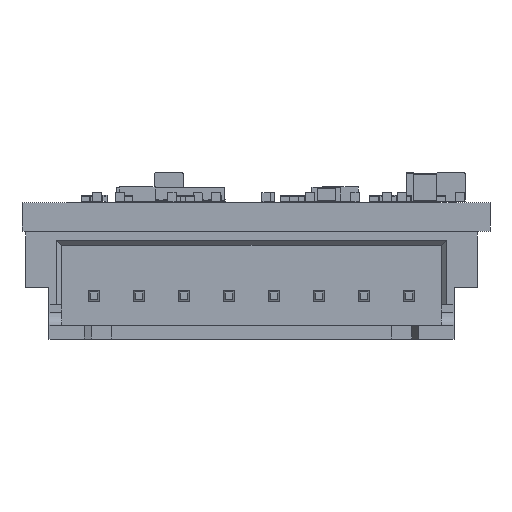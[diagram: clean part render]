
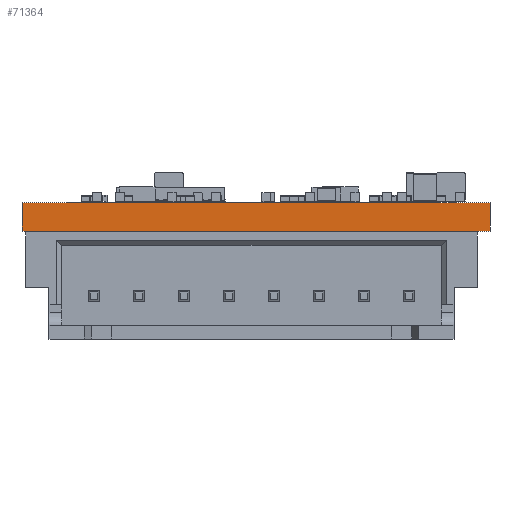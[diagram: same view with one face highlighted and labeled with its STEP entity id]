
A CAD part, left-side view. The second image highlights one B-rep face of the part: STEP entity #71364.
In plain terms, the highlighted planar face has unit normal (-1, 0, 0).
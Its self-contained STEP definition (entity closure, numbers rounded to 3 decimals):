
#68683 = PLANE('',#68684);
#68684 = AXIS2_PLACEMENT_3D('',#68685,#68686,#68687);
#68685 = CARTESIAN_POINT('',(4.028,28.647,1.58));
#68686 = DIRECTION('',(-0.,-0.,-1.));
#68687 = DIRECTION('',(-1.,0.,0.));
#68737 = PLANE('',#68738);
#68738 = AXIS2_PLACEMENT_3D('',#68739,#68740,#68741);
#68739 = CARTESIAN_POINT('',(4.028,28.647,0.));
#68740 = DIRECTION('',(-0.,-0.,-1.));
#68741 = DIRECTION('',(-1.,0.,0.));
#68770 = PLANE('',#68771);
#68771 = AXIS2_PLACEMENT_3D('',#68772,#68773,#68774);
#68772 = CARTESIAN_POINT('',(-20.,42.5,0.));
#68773 = DIRECTION('',(0.,1.,0.));
#68774 = DIRECTION('',(1.,0.,0.));
#69714 = VERTEX_POINT('',#69715);
#69715 = CARTESIAN_POINT('',(-20.,16.5,0.));
#69729 = PLANE('',#69730);
#69730 = AXIS2_PLACEMENT_3D('',#69731,#69732,#69733);
#69731 = CARTESIAN_POINT('',(3.75,16.5,0.));
#69732 = DIRECTION('',(0.,-1.,0.));
#69733 = DIRECTION('',(-1.,0.,0.));
#69741 = EDGE_CURVE('',#69714,#69742,#69744,.T.);
#69742 = VERTEX_POINT('',#69743);
#69743 = CARTESIAN_POINT('',(-20.,42.5,0.));
#69744 = SURFACE_CURVE('',#69745,(#69749,#69756),.PCURVE_S1.);
#69745 = LINE('',#69746,#69747);
#69746 = CARTESIAN_POINT('',(-20.,16.5,0.));
#69747 = VECTOR('',#69748,1.);
#69748 = DIRECTION('',(0.,1.,0.));
#69749 = PCURVE('',#68737,#69750);
#69750 = DEFINITIONAL_REPRESENTATION('',(#69751),#69755);
#69751 = LINE('',#69752,#69753);
#69752 = CARTESIAN_POINT('',(24.028,-12.147));
#69753 = VECTOR('',#69754,1.);
#69754 = DIRECTION('',(0.,1.));
#69755 = ( GEOMETRIC_REPRESENTATION_CONTEXT(2) 
PARAMETRIC_REPRESENTATION_CONTEXT() REPRESENTATION_CONTEXT('2D SPACE',''
  ) );
#69756 = PCURVE('',#69757,#69762);
#69757 = PLANE('',#69758);
#69758 = AXIS2_PLACEMENT_3D('',#69759,#69760,#69761);
#69759 = CARTESIAN_POINT('',(-20.,16.5,0.));
#69760 = DIRECTION('',(-1.,0.,0.));
#69761 = DIRECTION('',(0.,1.,0.));
#69762 = DEFINITIONAL_REPRESENTATION('',(#69763),#69767);
#69763 = LINE('',#69764,#69765);
#69764 = CARTESIAN_POINT('',(0.,0.));
#69765 = VECTOR('',#69766,1.);
#69766 = DIRECTION('',(1.,0.));
#69767 = ( GEOMETRIC_REPRESENTATION_CONTEXT(2) 
PARAMETRIC_REPRESENTATION_CONTEXT() REPRESENTATION_CONTEXT('2D SPACE',''
  ) );
#70884 = VERTEX_POINT('',#70885);
#70885 = CARTESIAN_POINT('',(-20.,16.5,1.58));
#70906 = EDGE_CURVE('',#70884,#70907,#70909,.T.);
#70907 = VERTEX_POINT('',#70908);
#70908 = CARTESIAN_POINT('',(-20.,42.5,1.58));
#70909 = SURFACE_CURVE('',#70910,(#70914,#70921),.PCURVE_S1.);
#70910 = LINE('',#70911,#70912);
#70911 = CARTESIAN_POINT('',(-20.,16.5,1.58));
#70912 = VECTOR('',#70913,1.);
#70913 = DIRECTION('',(0.,1.,0.));
#70914 = PCURVE('',#68683,#70915);
#70915 = DEFINITIONAL_REPRESENTATION('',(#70916),#70920);
#70916 = LINE('',#70917,#70918);
#70917 = CARTESIAN_POINT('',(24.028,-12.147));
#70918 = VECTOR('',#70919,1.);
#70919 = DIRECTION('',(0.,1.));
#70920 = ( GEOMETRIC_REPRESENTATION_CONTEXT(2) 
PARAMETRIC_REPRESENTATION_CONTEXT() REPRESENTATION_CONTEXT('2D SPACE',''
  ) );
#70921 = PCURVE('',#69757,#70922);
#70922 = DEFINITIONAL_REPRESENTATION('',(#70923),#70927);
#70923 = LINE('',#70924,#70925);
#70924 = CARTESIAN_POINT('',(0.,-1.58));
#70925 = VECTOR('',#70926,1.);
#70926 = DIRECTION('',(1.,0.));
#70927 = ( GEOMETRIC_REPRESENTATION_CONTEXT(2) 
PARAMETRIC_REPRESENTATION_CONTEXT() REPRESENTATION_CONTEXT('2D SPACE',''
  ) );
#71314 = EDGE_CURVE('',#69742,#70907,#71315,.T.);
#71315 = SURFACE_CURVE('',#71316,(#71320,#71327),.PCURVE_S1.);
#71316 = LINE('',#71317,#71318);
#71317 = CARTESIAN_POINT('',(-20.,42.5,0.));
#71318 = VECTOR('',#71319,1.);
#71319 = DIRECTION('',(0.,0.,1.));
#71320 = PCURVE('',#68770,#71321);
#71321 = DEFINITIONAL_REPRESENTATION('',(#71322),#71326);
#71322 = LINE('',#71323,#71324);
#71323 = CARTESIAN_POINT('',(0.,0.));
#71324 = VECTOR('',#71325,1.);
#71325 = DIRECTION('',(0.,-1.));
#71326 = ( GEOMETRIC_REPRESENTATION_CONTEXT(2) 
PARAMETRIC_REPRESENTATION_CONTEXT() REPRESENTATION_CONTEXT('2D SPACE',''
  ) );
#71327 = PCURVE('',#69757,#71328);
#71328 = DEFINITIONAL_REPRESENTATION('',(#71329),#71333);
#71329 = LINE('',#71330,#71331);
#71330 = CARTESIAN_POINT('',(26.,0.));
#71331 = VECTOR('',#71332,1.);
#71332 = DIRECTION('',(0.,-1.));
#71333 = ( GEOMETRIC_REPRESENTATION_CONTEXT(2) 
PARAMETRIC_REPRESENTATION_CONTEXT() REPRESENTATION_CONTEXT('2D SPACE',''
  ) );
#71364 = ADVANCED_FACE('',(#71365),#69757,.T.);
#71365 = FACE_BOUND('',#71366,.T.);
#71366 = EDGE_LOOP('',(#71367,#71388,#71389,#71390));
#71367 = ORIENTED_EDGE('',*,*,#71368,.T.);
#71368 = EDGE_CURVE('',#69714,#70884,#71369,.T.);
#71369 = SURFACE_CURVE('',#71370,(#71374,#71381),.PCURVE_S1.);
#71370 = LINE('',#71371,#71372);
#71371 = CARTESIAN_POINT('',(-20.,16.5,0.));
#71372 = VECTOR('',#71373,1.);
#71373 = DIRECTION('',(0.,0.,1.));
#71374 = PCURVE('',#69757,#71375);
#71375 = DEFINITIONAL_REPRESENTATION('',(#71376),#71380);
#71376 = LINE('',#71377,#71378);
#71377 = CARTESIAN_POINT('',(0.,0.));
#71378 = VECTOR('',#71379,1.);
#71379 = DIRECTION('',(0.,-1.));
#71380 = ( GEOMETRIC_REPRESENTATION_CONTEXT(2) 
PARAMETRIC_REPRESENTATION_CONTEXT() REPRESENTATION_CONTEXT('2D SPACE',''
  ) );
#71381 = PCURVE('',#69729,#71382);
#71382 = DEFINITIONAL_REPRESENTATION('',(#71383),#71387);
#71383 = LINE('',#71384,#71385);
#71384 = CARTESIAN_POINT('',(23.75,0.));
#71385 = VECTOR('',#71386,1.);
#71386 = DIRECTION('',(0.,-1.));
#71387 = ( GEOMETRIC_REPRESENTATION_CONTEXT(2) 
PARAMETRIC_REPRESENTATION_CONTEXT() REPRESENTATION_CONTEXT('2D SPACE',''
  ) );
#71388 = ORIENTED_EDGE('',*,*,#70906,.T.);
#71389 = ORIENTED_EDGE('',*,*,#71314,.F.);
#71390 = ORIENTED_EDGE('',*,*,#69741,.F.);
